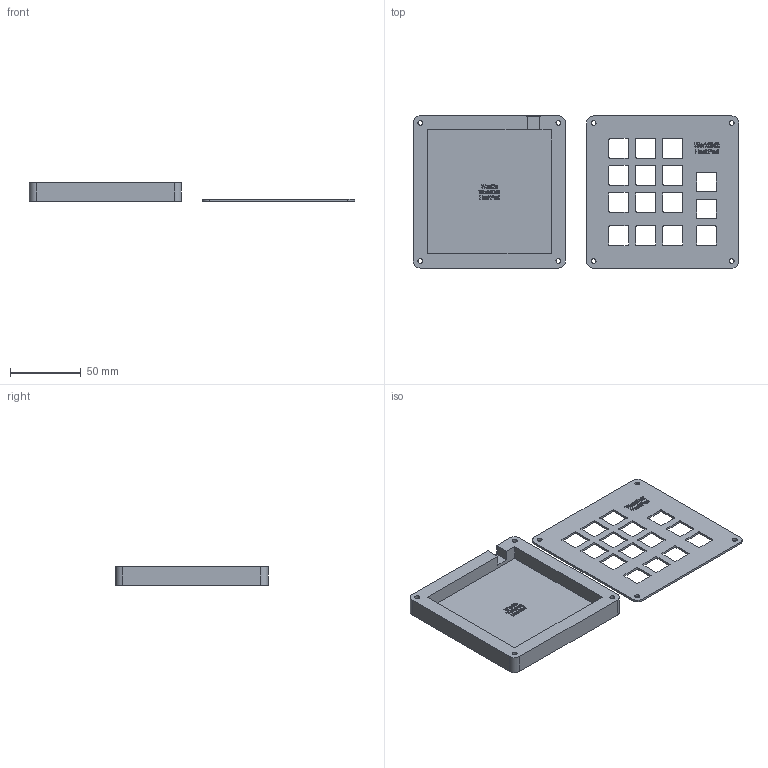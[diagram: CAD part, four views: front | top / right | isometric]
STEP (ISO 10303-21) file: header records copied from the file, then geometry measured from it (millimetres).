
FILE_DESCRIPTION(/* description */ (''),/* implementation_level */ '2;1');
FILE_NAME(/* name */ 'Wueffis_WorldEdit_Hackpad.step',/* time_stamp */ '2025-12-26T18:09:29+01:00',/* author */ (''),/* organization */ (''),/* preprocessor_version */ 'ST-DEVELOPER v20.1',/* originating_system */ 'Autodesk Translation Framework v14.21.0.0',/* authorisation */ '');
FILE_SCHEMA (('AUTOMOTIVE_DESIGN { 1 0 10303 214 3 1 1 }'));
Length unit declared in the file: millimetre
Products named in the file (1): test
Bounding box: 230.36 x 107.83 x 13 mm (x, y, z)
Volume: 83599 mm3; surface area: 52088.5 mm2
Topology: 2 solids, 2 shells, 946 faces, 2644 edges, 1762 vertices
Faces by surface type: bspline 445, plane 418, cylinder 83
Full cylindrical faces by diameter (mm): 3.4 x8, 6 x4
Entity records: 34990 total; most frequent: CARTESIAN_POINT 13431, ORIENTED_EDGE 5288, DIRECTION 2922, EDGE_CURVE 2644, VERTEX_POINT 1762, LINE 1590, VECTOR 1590, EDGE_LOOP 1052
